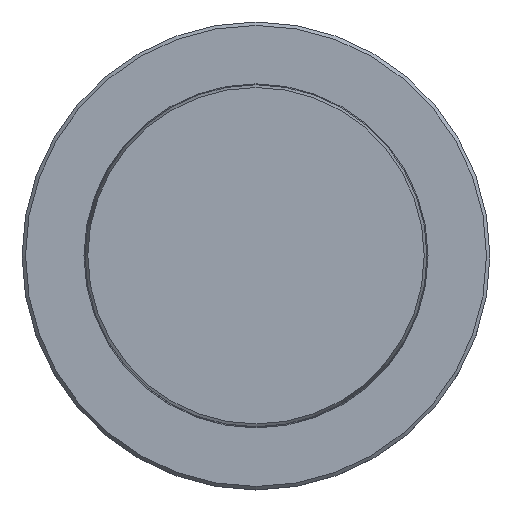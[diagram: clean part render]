
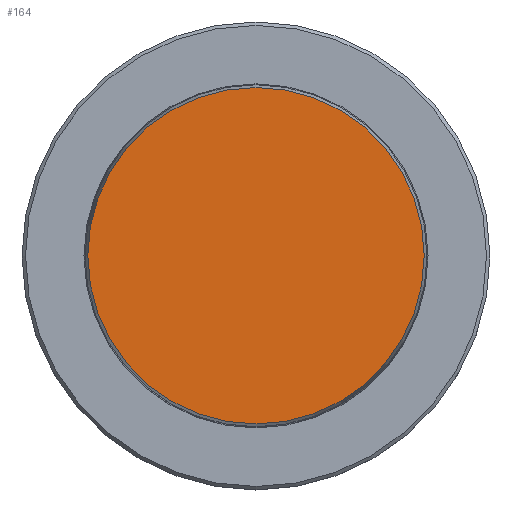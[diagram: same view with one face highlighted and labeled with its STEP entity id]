
A CAD part, top view. The second image highlights one B-rep face of the part: STEP entity #164.
In plain terms, the highlighted planar face has unit normal (0, 0, 1).
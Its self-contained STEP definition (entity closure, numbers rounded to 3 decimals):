
#102=PLANE('',#454);
#106=FACE_OUTER_BOUND('',#236,.T.);
#131=CIRCLE('',#453,24.446);
#164=ADVANCED_FACE('CU_VLE_SU_1',(#106),#102,.T.);
#236=EDGE_LOOP('',(#276));
#276=ORIENTED_EDGE('',*,*,#327,.T.);
#307=VERTEX_POINT('',#12918);
#327=EDGE_CURVE('',#307,#307,#131,.T.);
#453=AXIS2_PLACEMENT_3D('',#12917,#522,#523);
#454=AXIS2_PLACEMENT_3D('',#12919,#524,#525);
#522=DIRECTION('',(0.,0.,1.));
#523=DIRECTION('',(1.,0.,0.));
#524=DIRECTION('',(0.,0.,1.));
#525=DIRECTION('',(1.,0.,0.));
#12917=CARTESIAN_POINT('',(0.,0.,18.));
#12918=CARTESIAN_POINT('',(24.446,0.,18.));
#12919=CARTESIAN_POINT('',(0.,0.,18.));
